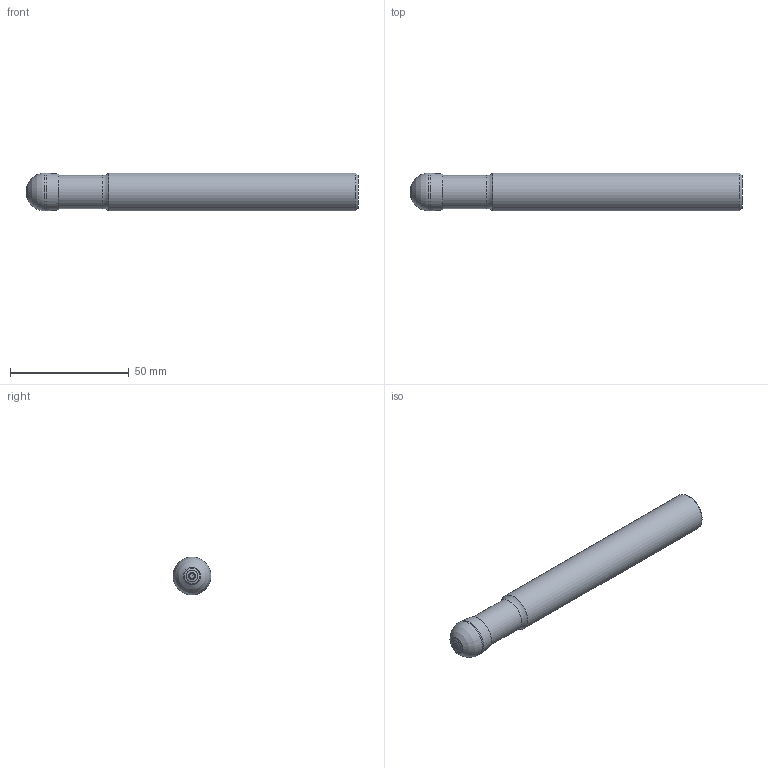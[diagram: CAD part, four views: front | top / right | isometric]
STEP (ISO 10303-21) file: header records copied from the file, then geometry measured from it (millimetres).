
FILE_DESCRIPTION(/* description */ (''),/* implementation_level */ '2;1');
FILE_NAME(/* name */ '16K2R035A16-SRC16-A.stp',/* time_stamp */ '2020-02-07T07:40:19+01:00',/* author */ (''),/* organization */ (''),/* preprocessor_version */ 'ST-DEVELOPER v16.7',/* originating_system */ 'SIEMENS PLM Software NX 12.0',/* authorisation */ '');
FILE_SCHEMA (('AUTOMOTIVE_DESIGN { 1 0 10303 214 3 1 1 1 }'));
Length unit declared in the file: millimetre
Products named in the file (1): pp07321CEE9Ebelk
Bounding box: 140 x 16 x 16 mm (x, y, z)
Volume: 28175.2 mm3; surface area: 7825.2 mm2
Topology: 2 solids, 2 shells, 16 faces, 41 edges, 26 vertices
Faces by surface type: revolution 9, plane 2, cylinder 2, sphere 1, torus 1, cone 1
Full cylindrical faces by diameter (mm): 14 x1, 16 x1
Entity records: 394 total; most frequent: CARTESIAN_POINT 97, DIRECTION 51, EDGE_LOOP 28, ORIENTED_EDGE 28, FACE_BOUND 26, AXIS2_PLACEMENT_3D 20, ADVANCED_FACE 16, VERTEX_POINT 15
